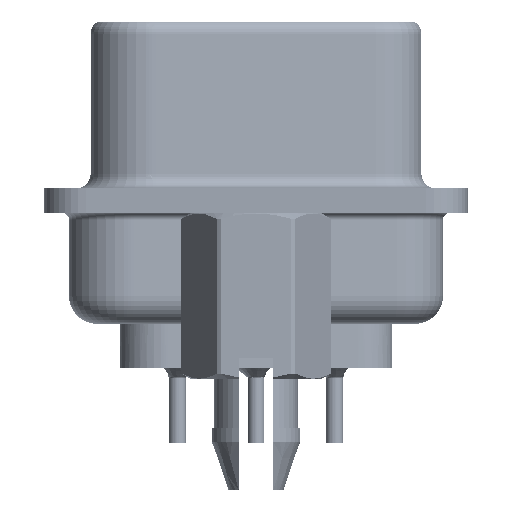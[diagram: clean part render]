
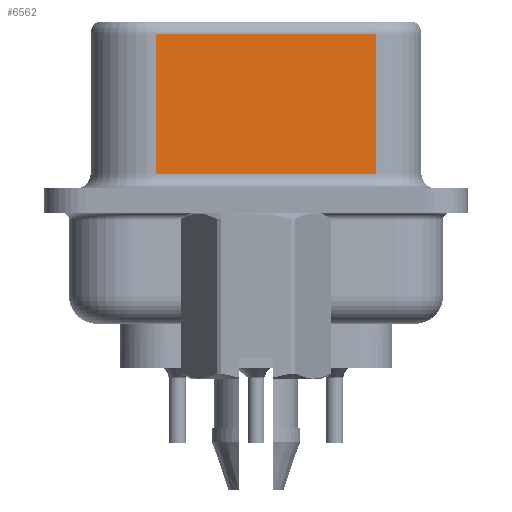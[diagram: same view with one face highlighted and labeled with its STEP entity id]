
A CAD part, left-side view. The second image highlights one B-rep face of the part: STEP entity #6562.
In plain terms, the highlighted planar face has unit normal (-0.985, -0.174, 0).
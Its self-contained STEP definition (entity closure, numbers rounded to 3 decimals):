
#369 = EDGE_LOOP ( 'NONE', ( #19467, #24942, #33436, #32406 ) ) ;
#742 = EDGE_CURVE ( 'NONE', #25120, #16079, #14508, .T. ) ;
#2231 = DIRECTION ( 'NONE',  ( -0.174, 0.985, 0. ) ) ;
#5724 = CARTESIAN_POINT ( 'NONE',  ( 5.132, -4.322, 6.02 ) ) ;
#6562 = ADVANCED_FACE ( 'NONE', ( #8087 ), #16367, .F. ) ;
#7935 = CARTESIAN_POINT ( 'NONE',  ( 5.132, -4.322, 6.52 ) ) ;
#8087 = FACE_OUTER_BOUND ( 'NONE', #369, .T. ) ;
#9551 = VECTOR ( 'NONE', #22468, 1000. ) ;
#9647 = CARTESIAN_POINT ( 'NONE',  ( 3.73, 3.628, 6.02 ) ) ;
#11050 = CARTESIAN_POINT ( 'NONE',  ( 5.132, -4.322, 6.52 ) ) ;
#12326 = VECTOR ( 'NONE', #20130, 1000. ) ;
#13145 = VECTOR ( 'NONE', #19775, 1000. ) ;
#13427 = CARTESIAN_POINT ( 'NONE',  ( 3.73, 3.628, 0.95 ) ) ;
#14508 = LINE ( 'NONE', #15943, #36162 ) ;
#15943 = CARTESIAN_POINT ( 'NONE',  ( 5.132, -4.322, 0.95 ) ) ;
#16079 = VERTEX_POINT ( 'NONE', #21328 ) ;
#16367 = PLANE ( 'NONE',  #23474 ) ;
#17865 = LINE ( 'NONE', #11050, #9551 ) ;
#19241 = DIRECTION ( 'NONE',  ( 0.985, 0.174, 0. ) ) ;
#19467 = ORIENTED_EDGE ( 'NONE', *, *, #22429, .F. ) ;
#19616 = EDGE_CURVE ( 'NONE', #31033, #23723, #29137, .T. ) ;
#19775 = DIRECTION ( 'NONE',  ( -0.174, 0.985, 0. ) ) ;
#20130 = DIRECTION ( 'NONE',  ( 0., 0., -1. ) ) ;
#20164 = DIRECTION ( 'NONE',  ( 0.174, -0.985, 0. ) ) ;
#21328 = CARTESIAN_POINT ( 'NONE',  ( 5.132, -4.322, 0.95 ) ) ;
#22213 = CARTESIAN_POINT ( 'NONE',  ( 5.132, -4.322, 6.02 ) ) ;
#22429 = EDGE_CURVE ( 'NONE', #31033, #16079, #17865, .T. ) ;
#22468 = DIRECTION ( 'NONE',  ( 0., 0., -1. ) ) ;
#23474 = AXIS2_PLACEMENT_3D ( 'NONE', #7935, #19241, #2231 ) ;
#23723 = VERTEX_POINT ( 'NONE', #9647 ) ;
#24942 = ORIENTED_EDGE ( 'NONE', *, *, #19616, .T. ) ;
#25120 = VERTEX_POINT ( 'NONE', #13427 ) ;
#25862 = CARTESIAN_POINT ( 'NONE',  ( 3.73, 3.628, 6.52 ) ) ;
#25899 = EDGE_CURVE ( 'NONE', #23723, #25120, #27435, .T. ) ;
#27435 = LINE ( 'NONE', #25862, #12326 ) ;
#29137 = LINE ( 'NONE', #5724, #13145 ) ;
#31033 = VERTEX_POINT ( 'NONE', #22213 ) ;
#32406 = ORIENTED_EDGE ( 'NONE', *, *, #742, .T. ) ;
#33436 = ORIENTED_EDGE ( 'NONE', *, *, #25899, .T. ) ;
#36162 = VECTOR ( 'NONE', #20164, 1000. ) ;
